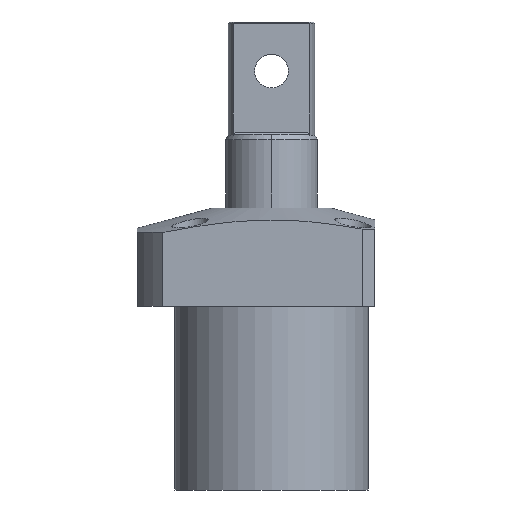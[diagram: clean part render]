
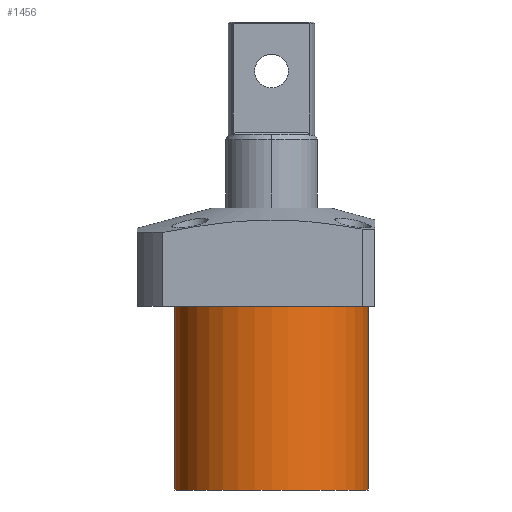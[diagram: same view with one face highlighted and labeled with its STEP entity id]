
A CAD part, front view. The second image highlights one B-rep face of the part: STEP entity #1456.
In plain terms, the highlighted cylindrical face has radius 37.5 mm (diameter 75 mm), a partial arc.
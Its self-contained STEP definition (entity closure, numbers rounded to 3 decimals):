
#304 = DIRECTION ( 'NONE',  ( 0., 0., 1. ) ) ;
#313 = DIRECTION ( 'NONE',  ( 0., 0., 1. ) ) ;
#453 = DIRECTION ( 'NONE',  ( 1., 0., 0. ) ) ;
#477 = AXIS2_PLACEMENT_3D ( 'NONE', #2242, #304, #941 ) ;
#623 = AXIS2_PLACEMENT_3D ( 'NONE', #1887, #1974, #453 ) ;
#629 = CIRCLE ( 'NONE', #623, 37.5 ) ;
#683 = EDGE_CURVE ( 'NONE', #1572, #2597, #1547, .T. ) ;
#691 = EDGE_CURVE ( 'NONE', #2328, #2649, #2751, .T. ) ;
#715 = FACE_OUTER_BOUND ( 'NONE', #1971, .T. ) ;
#780 = EDGE_CURVE ( 'NONE', #2597, #2649, #629, .T. ) ;
#941 = DIRECTION ( 'NONE',  ( 1., 0., 0. ) ) ;
#944 = CARTESIAN_POINT ( 'NONE',  ( -37.5, 0., 0. ) ) ;
#955 = VECTOR ( 'NONE', #1820, 1000. ) ;
#1085 = CIRCLE ( 'NONE', #1783, 37.5 ) ;
#1155 = ORIENTED_EDGE ( 'NONE', *, *, #683, .F. ) ;
#1157 = CARTESIAN_POINT ( 'NONE',  ( 37.5, 0., -71. ) ) ;
#1196 = ORIENTED_EDGE ( 'NONE', *, *, #1590, .T. ) ;
#1198 = CARTESIAN_POINT ( 'NONE',  ( 0., 0., -71. ) ) ;
#1210 = CYLINDRICAL_SURFACE ( 'NONE', #477, 37.5 ) ;
#1427 = DIRECTION ( 'NONE',  ( 1., 0., 0. ) ) ;
#1456 = ADVANCED_FACE ( 'NONE', ( #715 ), #1210, .T. ) ;
#1547 = LINE ( 'NONE', #1602, #955 ) ;
#1572 = VERTEX_POINT ( 'NONE', #2272 ) ;
#1590 = EDGE_CURVE ( 'NONE', #1572, #2328, #1085, .T. ) ;
#1602 = CARTESIAN_POINT ( 'NONE',  ( -37.5, 0., -71. ) ) ;
#1689 = ORIENTED_EDGE ( 'NONE', *, *, #780, .F. ) ;
#1783 = AXIS2_PLACEMENT_3D ( 'NONE', #1198, #2710, #1427 ) ;
#1820 = DIRECTION ( 'NONE',  ( 0., 0., 1. ) ) ;
#1838 = CARTESIAN_POINT ( 'NONE',  ( 37.5, 0., 0. ) ) ;
#1887 = CARTESIAN_POINT ( 'NONE',  ( 0., 0., 0. ) ) ;
#1961 = CARTESIAN_POINT ( 'NONE',  ( 37.5, 0., -71. ) ) ;
#1971 = EDGE_LOOP ( 'NONE', ( #1155, #1196, #2249, #1689 ) ) ;
#1974 = DIRECTION ( 'NONE',  ( 0., 0., 1. ) ) ;
#2242 = CARTESIAN_POINT ( 'NONE',  ( 0., 0., -71. ) ) ;
#2249 = ORIENTED_EDGE ( 'NONE', *, *, #691, .T. ) ;
#2272 = CARTESIAN_POINT ( 'NONE',  ( -37.5, 0., -71. ) ) ;
#2328 = VERTEX_POINT ( 'NONE', #1961 ) ;
#2597 = VERTEX_POINT ( 'NONE', #944 ) ;
#2615 = VECTOR ( 'NONE', #313, 1000. ) ;
#2649 = VERTEX_POINT ( 'NONE', #1838 ) ;
#2710 = DIRECTION ( 'NONE',  ( 0., 0., 1. ) ) ;
#2751 = LINE ( 'NONE', #1157, #2615 ) ;
